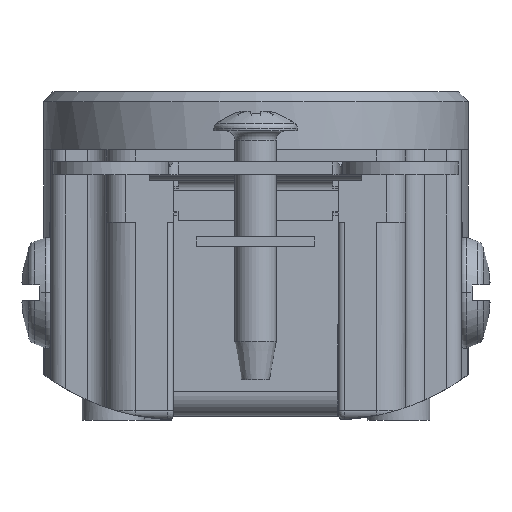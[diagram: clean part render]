
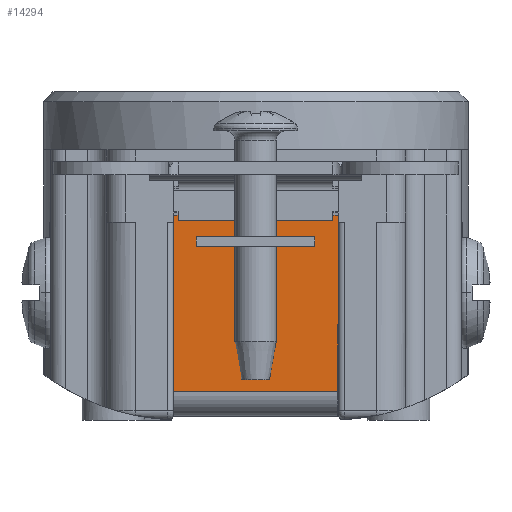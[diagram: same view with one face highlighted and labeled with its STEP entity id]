
A CAD part, front view. The second image highlights one B-rep face of the part: STEP entity #14294.
In plain terms, the highlighted planar face has unit normal (0, -1, 0).
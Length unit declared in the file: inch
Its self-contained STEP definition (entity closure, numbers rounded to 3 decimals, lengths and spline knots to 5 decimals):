
#275 = CARTESIAN_POINT ( 'NONE',  ( -0.26674, -0.99571, -1.22836 ) ) ;
#352 = CARTESIAN_POINT ( 'NONE',  ( -0.00124, -0.99571, -0.68459 ) ) ;
#468 = CARTESIAN_POINT ( 'NONE',  ( 0., -0.99571, -0.57036 ) ) ;
#707 = LINE ( 'NONE', #44873, #13000 ) ;
#1091 = EDGE_CURVE ( 'NONE', #42278, #3043, #58694, .T. ) ;
#1501 = ORIENTED_EDGE ( 'NONE', *, *, #58518, .F. ) ;
#1562 = PLANE ( 'NONE',  #53960 ) ;
#3043 = VERTEX_POINT ( 'NONE', #49888 ) ;
#4177 = LINE ( 'NONE', #50327, #56760 ) ;
#5323 = CARTESIAN_POINT ( 'NONE',  ( -0.2655, -0.99571, -0.57036 ) ) ;
#5470 = ORIENTED_EDGE ( 'NONE', *, *, #1091, .F. ) ;
#5583 = VECTOR ( 'NONE', #31555, 39.37008 ) ;
#6369 = ORIENTED_EDGE ( 'NONE', *, *, #43790, .T. ) ;
#6422 = AXIS2_PLACEMENT_3D ( 'NONE', #53816, #54759, #55103 ) ;
#7396 = LINE ( 'NONE', #47626, #46031 ) ;
#7482 = VERTEX_POINT ( 'NONE', #41470 ) ;
#8173 = VERTEX_POINT ( 'NONE', #64861 ) ;
#8613 = LINE ( 'NONE', #43889, #24668 ) ;
#8650 = CARTESIAN_POINT ( 'NONE',  ( 0.2655, -0.99571, -0.54736 ) ) ;
#8875 = CARTESIAN_POINT ( 'NONE',  ( 0.34226, -0.99571, -0.57036 ) ) ;
#9263 = EDGE_CURVE ( 'NONE', #57772, #49973, #34162, .T. ) ;
#9504 = EDGE_CURVE ( 'NONE', #26695, #7482, #707, .T. ) ;
#10621 = LINE ( 'NONE', #468, #55521 ) ;
#10765 = EDGE_CURVE ( 'NONE', #28243, #60604, #10800, .T. ) ;
#10800 = LINE ( 'NONE', #30930, #46900 ) ;
#12437 = EDGE_CURVE ( 'NONE', #28243, #49169, #10621, .T. ) ;
#12813 = CARTESIAN_POINT ( 'NONE',  ( -0.00124, -0.99571, -0.54736 ) ) ;
#13000 = VECTOR ( 'NONE', #19795, 39.37008 ) ;
#14294 = ADVANCED_FACE ( 'NONE', ( #36842 ), #1562, .F. ) ;
#14610 = EDGE_CURVE ( 'NONE', #60604, #22533, #30850, .T. ) ;
#15057 = LINE ( 'NONE', #275, #63655 ) ;
#16112 = VERTEX_POINT ( 'NONE', #8650 ) ;
#16273 = ORIENTED_EDGE ( 'NONE', *, *, #9504, .T. ) ;
#16332 = CARTESIAN_POINT ( 'NONE',  ( 0.34226, -0.99571, -1.22836 ) ) ;
#17037 = LINE ( 'NONE', #62305, #5583 ) ;
#17231 = CARTESIAN_POINT ( 'NONE',  ( -0.25208, -0.99571, -0.56636 ) ) ;
#17285 = DIRECTION ( 'NONE',  ( -1., 0., 0. ) ) ;
#18985 = ORIENTED_EDGE ( 'NONE', *, *, #42242, .F. ) ;
#19053 = ORIENTED_EDGE ( 'NONE', *, *, #45880, .T. ) ;
#19268 = DIRECTION ( 'NONE',  ( 0., 0., 1. ) ) ;
#19795 = DIRECTION ( 'NONE',  ( 1., 0., 0. ) ) ;
#20213 = ORIENTED_EDGE ( 'NONE', *, *, #31163, .T. ) ;
#21013 = DIRECTION ( 'NONE',  ( 0., 1., 0. ) ) ;
#21442 = VECTOR ( 'NONE', #17285, 39.37008 ) ;
#22450 = EDGE_LOOP ( 'NONE', ( #36206, #65082, #5470, #1501, #20213, #18985, #62449, #41949, #16273, #48153, #31090, #57994, #60075, #19053, #25821, #6369 ) ) ;
#22533 = VERTEX_POINT ( 'NONE', #25150 ) ;
#23066 = VECTOR ( 'NONE', #33604, 39.37008 ) ;
#23271 = VECTOR ( 'NONE', #19268, 39.37008 ) ;
#24668 = VECTOR ( 'NONE', #24765, 39.37008 ) ;
#24747 = VECTOR ( 'NONE', #49015, 39.37008 ) ;
#24765 = DIRECTION ( 'NONE',  ( 0., 0., 1. ) ) ;
#25150 = CARTESIAN_POINT ( 'NONE',  ( 0.26426, -0.99571, -0.90254 ) ) ;
#25821 = ORIENTED_EDGE ( 'NONE', *, *, #30453, .F. ) ;
#25974 = DIRECTION ( 'NONE',  ( 0., 0., 1. ) ) ;
#26043 = VECTOR ( 'NONE', #52108, 39.37008 ) ;
#26695 = VERTEX_POINT ( 'NONE', #54883 ) ;
#26920 = DIRECTION ( 'NONE',  ( 0., 0., -1. ) ) ;
#27333 = DIRECTION ( 'NONE',  ( 0., 1., 0. ) ) ;
#27484 = CIRCLE ( 'NONE', #6422, 0.3435 ) ;
#27668 = LINE ( 'NONE', #47487, #26043 ) ;
#28243 = VERTEX_POINT ( 'NONE', #8875 ) ;
#28398 = VERTEX_POINT ( 'NONE', #39872 ) ;
#28539 = CARTESIAN_POINT ( 'NONE',  ( 0.2655, -0.99571, -0.57036 ) ) ;
#30100 = DIRECTION ( 'NONE',  ( -1., 0., 0. ) ) ;
#30453 = EDGE_CURVE ( 'NONE', #57014, #16112, #52349, .T. ) ;
#30850 = CIRCLE ( 'NONE', #49817, 0.3435 ) ;
#30930 = CARTESIAN_POINT ( 'NONE',  ( 0.34226, -0.99571, -1.22836 ) ) ;
#31090 = ORIENTED_EDGE ( 'NONE', *, *, #14610, .F. ) ;
#31163 = EDGE_CURVE ( 'NONE', #53281, #28398, #57929, .T. ) ;
#31555 = DIRECTION ( 'NONE',  ( 0., 0., -1. ) ) ;
#32154 = CARTESIAN_POINT ( 'NONE',  ( 0., -0.99571, -0.57036 ) ) ;
#33604 = DIRECTION ( 'NONE',  ( 1., 0., 0. ) ) ;
#34162 = LINE ( 'NONE', #48370, #24747 ) ;
#35089 = CARTESIAN_POINT ( 'NONE',  ( -0.26674, -0.99571, -0.90254 ) ) ;
#35532 = EDGE_CURVE ( 'NONE', #57772, #3043, #8613, .T. ) ;
#36082 = VECTOR ( 'NONE', #42101, 39.37008 ) ;
#36206 = ORIENTED_EDGE ( 'NONE', *, *, #9263, .F. ) ;
#36842 = FACE_OUTER_BOUND ( 'NONE', #22450, .T. ) ;
#38593 = CARTESIAN_POINT ( 'NONE',  ( 0.2655, -0.99571, -0.57036 ) ) ;
#39550 = CARTESIAN_POINT ( 'NONE',  ( 0.24876, -0.99571, -0.54736 ) ) ;
#39872 = CARTESIAN_POINT ( 'NONE',  ( -0.34474, -0.99571, -0.57036 ) ) ;
#41470 = CARTESIAN_POINT ( 'NONE',  ( 0.26426, -0.99571, -1.11736 ) ) ;
#41949 = ORIENTED_EDGE ( 'NONE', *, *, #53527, .F. ) ;
#42101 = DIRECTION ( 'NONE',  ( 1., 0., 0. ) ) ;
#42242 = EDGE_CURVE ( 'NONE', #8173, #28398, #7396, .T. ) ;
#42278 = VERTEX_POINT ( 'NONE', #53883 ) ;
#43790 = EDGE_CURVE ( 'NONE', #57014, #49973, #27668, .T. ) ;
#43889 = CARTESIAN_POINT ( 'NONE',  ( -0.25208, -0.99571, -1.22836 ) ) ;
#44873 = CARTESIAN_POINT ( 'NONE',  ( 0.34226, -0.99571, -1.11736 ) ) ;
#45880 = EDGE_CURVE ( 'NONE', #49169, #16112, #64505, .T. ) ;
#46031 = VECTOR ( 'NONE', #52262, 39.37008 ) ;
#46900 = VECTOR ( 'NONE', #55719, 39.37008 ) ;
#47388 = CARTESIAN_POINT ( 'NONE',  ( -0.00124, -0.99571, -0.54736 ) ) ;
#47487 = CARTESIAN_POINT ( 'NONE',  ( 0.24876, -0.99571, -1.22836 ) ) ;
#47518 = EDGE_CURVE ( 'NONE', #8173, #57240, #27484, .T. ) ;
#47626 = CARTESIAN_POINT ( 'NONE',  ( -0.34474, -0.99571, -1.22836 ) ) ;
#48124 = DIRECTION ( 'NONE',  ( 0., 0., -1. ) ) ;
#48153 = ORIENTED_EDGE ( 'NONE', *, *, #52758, .F. ) ;
#48370 = CARTESIAN_POINT ( 'NONE',  ( 0.34226, -0.99571, -0.56636 ) ) ;
#49015 = DIRECTION ( 'NONE',  ( 1., 0., 0. ) ) ;
#49169 = VERTEX_POINT ( 'NONE', #38593 ) ;
#49817 = AXIS2_PLACEMENT_3D ( 'NONE', #352, #27333, #48124 ) ;
#49888 = CARTESIAN_POINT ( 'NONE',  ( -0.25208, -0.99571, -0.54736 ) ) ;
#49973 = VERTEX_POINT ( 'NONE', #64523 ) ;
#50327 = CARTESIAN_POINT ( 'NONE',  ( -0.2655, -0.99571, -0.57036 ) ) ;
#52108 = DIRECTION ( 'NONE',  ( 0., 0., -1. ) ) ;
#52262 = DIRECTION ( 'NONE',  ( 0., 0., 1. ) ) ;
#52349 = LINE ( 'NONE', #47388, #36082 ) ;
#52758 = EDGE_CURVE ( 'NONE', #22533, #7482, #17037, .T. ) ;
#53211 = CARTESIAN_POINT ( 'NONE',  ( 0.34226, -0.99571, -0.68459 ) ) ;
#53281 = VERTEX_POINT ( 'NONE', #5323 ) ;
#53527 = EDGE_CURVE ( 'NONE', #26695, #57240, #15057, .T. ) ;
#53816 = CARTESIAN_POINT ( 'NONE',  ( -0.00124, -0.99571, -0.68459 ) ) ;
#53883 = CARTESIAN_POINT ( 'NONE',  ( -0.2655, -0.99571, -0.54736 ) ) ;
#53960 = AXIS2_PLACEMENT_3D ( 'NONE', #16332, #21013, #26920 ) ;
#54759 = DIRECTION ( 'NONE',  ( 0., -1., 0. ) ) ;
#54883 = CARTESIAN_POINT ( 'NONE',  ( -0.26674, -0.99571, -1.11736 ) ) ;
#55103 = DIRECTION ( 'NONE',  ( 0., 0., 1. ) ) ;
#55521 = VECTOR ( 'NONE', #30100, 39.37008 ) ;
#55719 = DIRECTION ( 'NONE',  ( 0., 0., -1. ) ) ;
#56760 = VECTOR ( 'NONE', #60595, 39.37008 ) ;
#57014 = VERTEX_POINT ( 'NONE', #39550 ) ;
#57240 = VERTEX_POINT ( 'NONE', #35089 ) ;
#57772 = VERTEX_POINT ( 'NONE', #17231 ) ;
#57929 = LINE ( 'NONE', #32154, #21442 ) ;
#57994 = ORIENTED_EDGE ( 'NONE', *, *, #10765, .F. ) ;
#58518 = EDGE_CURVE ( 'NONE', #53281, #42278, #4177, .T. ) ;
#58694 = LINE ( 'NONE', #12813, #23066 ) ;
#60075 = ORIENTED_EDGE ( 'NONE', *, *, #12437, .T. ) ;
#60595 = DIRECTION ( 'NONE',  ( 0., 0., 1. ) ) ;
#60604 = VERTEX_POINT ( 'NONE', #53211 ) ;
#62305 = CARTESIAN_POINT ( 'NONE',  ( 0.26426, -0.99571, -1.14836 ) ) ;
#62449 = ORIENTED_EDGE ( 'NONE', *, *, #47518, .T. ) ;
#63655 = VECTOR ( 'NONE', #25974, 39.37008 ) ;
#64505 = LINE ( 'NONE', #28539, #23271 ) ;
#64523 = CARTESIAN_POINT ( 'NONE',  ( 0.24876, -0.99571, -0.56636 ) ) ;
#64861 = CARTESIAN_POINT ( 'NONE',  ( -0.34474, -0.99571, -0.68459 ) ) ;
#65082 = ORIENTED_EDGE ( 'NONE', *, *, #35532, .T. ) ;
